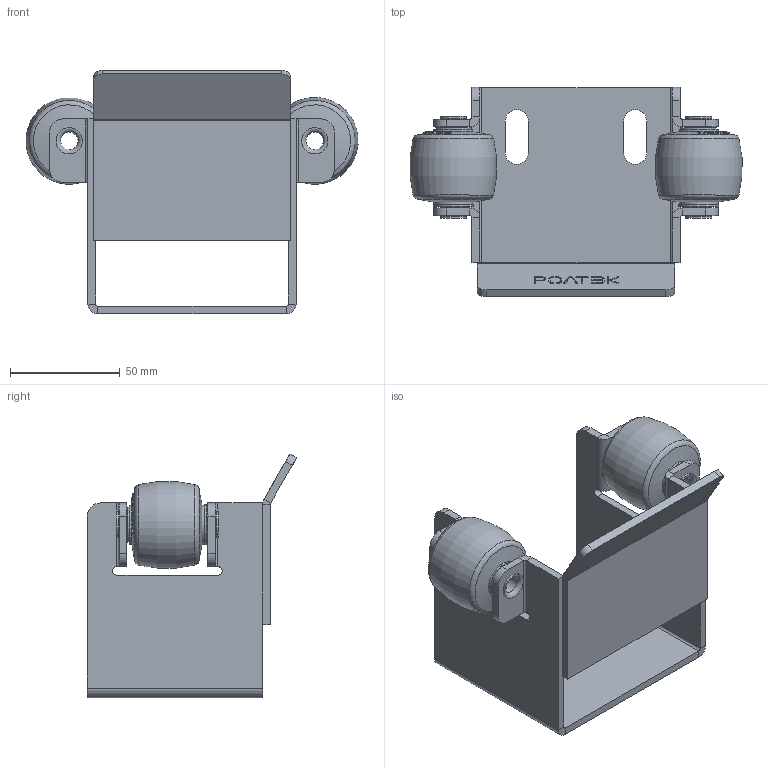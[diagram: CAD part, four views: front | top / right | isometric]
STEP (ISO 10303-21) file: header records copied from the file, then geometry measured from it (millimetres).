
FILE_DESCRIPTION(('STEP AP203'), '1');
FILE_NAME('ÐË031.06.00.000 ÑÁ Ëîâèòåëü íèæíèé ðîëèêîâûé ÝÊÎ_', '', ('UNSPECIFIED'), ('UNSPECIFIED'), 'ASCON STEP Converter 1.6', 'ASCON Math Kernel', '');
FILE_SCHEMA(('CONFIG_CONTROL_DESIGN'));
Length unit declared in the file: millimetre
Products named in the file (1): 倓031.06.00.000 捘
Bounding box: 151.54 x 95.53 x 111.3 mm (x, y, z)
Volume: 163393.3 mm3; surface area: 78013.9 mm2
Topology: 5 solids, 5 shells, 738 faces, 2074 edges, 1367 vertices
Faces by surface type: plane 336, cylinder 314, extrusion 52, cone 22, torus 14
Full cylindrical faces by diameter (mm): 8 x2, 10 x2, 10.5 x4, 12 x4, 16.1 x2, 18 x4, 18.4 x2
Entity records: 33309 total; most frequent: CARTESIAN_POINT 10342, ORIENTED_EDGE 4068, DIRECTION 2573, EDGE_CURVE 2034, VERTEX_POINT 1367, B_SPLINE_CURVE_WITH_KNOTS 1096, VECTOR 885, AXIS2_PLACEMENT_3D 844
